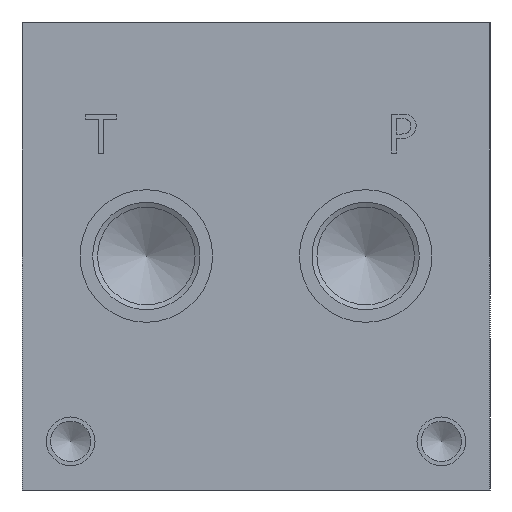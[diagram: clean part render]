
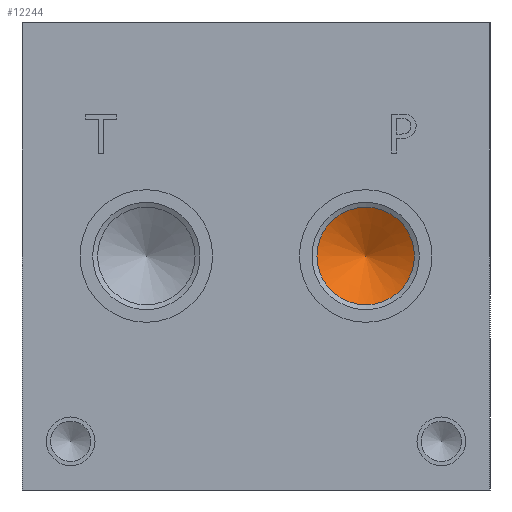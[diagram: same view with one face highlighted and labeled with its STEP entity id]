
A CAD part, left-side view. The second image highlights one B-rep face of the part: STEP entity #12244.
In plain terms, the highlighted conical face has half-angle 60 degrees and reference radius 3.969 mm.
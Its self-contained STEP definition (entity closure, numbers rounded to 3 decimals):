
#25=CONICAL_SURFACE('',#12797,3.969,1.047);
#194=CIRCLE('',#12798,7.938);
#195=CIRCLE('',#12799,7.938);
#1490=FACE_OUTER_BOUND('',#2189,.T.);
#2189=EDGE_LOOP('',(#10376,#10377,#10378,#10379));
#3381=LINE('',#20791,#4515);
#4515=VECTOR('',#14989,3.969);
#5589=VERTEX_POINT('',#20787);
#5590=VERTEX_POINT('',#20788);
#5591=VERTEX_POINT('',#20790);
#7242=EDGE_CURVE('',#5589,#5590,#194,.T.);
#7243=EDGE_CURVE('',#5590,#5591,#3381,.T.);
#7244=EDGE_CURVE('',#5590,#5589,#195,.T.);
#10376=ORIENTED_EDGE('',*,*,#7242,.T.);
#10377=ORIENTED_EDGE('',*,*,#7243,.T.);
#10378=ORIENTED_EDGE('',*,*,#7243,.F.);
#10379=ORIENTED_EDGE('',*,*,#7244,.T.);
#12244=ADVANCED_FACE('',(#1490),#25,.F.);
#12797=AXIS2_PLACEMENT_3D('',#20786,#14985,#14986);
#12798=AXIS2_PLACEMENT_3D('',#20789,#14987,#14988);
#12799=AXIS2_PLACEMENT_3D('',#20792,#14990,#14991);
#14985=DIRECTION('center_axis',(-1.,0.,0.));
#14986=DIRECTION('ref_axis',(0.,1.,0.));
#14987=DIRECTION('center_axis',(-1.,0.,0.));
#14988=DIRECTION('ref_axis',(0.,1.,0.));
#14989=DIRECTION('',(0.5,0.866,0.));
#14990=DIRECTION('center_axis',(-1.,0.,0.));
#14991=DIRECTION('ref_axis',(0.,1.,0.));
#20786=CARTESIAN_POINT('Origin',(34.031,20.244,38.1));
#20787=CARTESIAN_POINT('',(31.74,28.181,38.1));
#20788=CARTESIAN_POINT('',(31.74,12.306,38.1));
#20789=CARTESIAN_POINT('Origin',(31.74,20.244,38.1));
#20790=CARTESIAN_POINT('',(36.323,20.244,38.1));
#20791=CARTESIAN_POINT('',(34.031,16.275,38.1));
#20792=CARTESIAN_POINT('Origin',(31.74,20.244,38.1));
